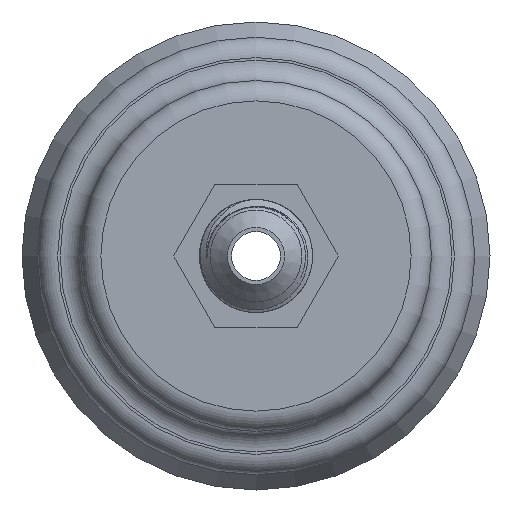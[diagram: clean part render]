
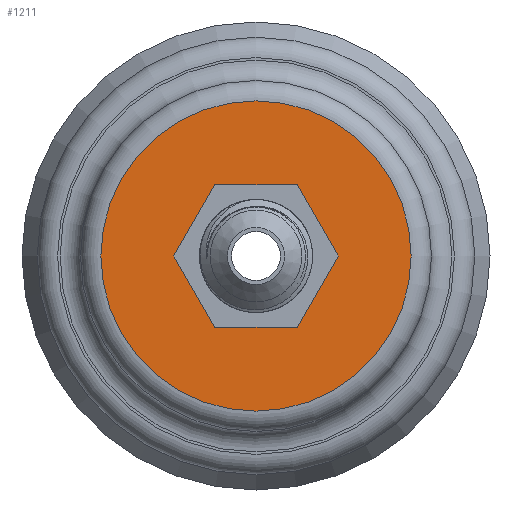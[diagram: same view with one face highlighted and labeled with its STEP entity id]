
A CAD part, left-side view. The second image highlights one B-rep face of the part: STEP entity #1211.
In plain terms, the highlighted planar face has unit normal (-1, 0, 0).
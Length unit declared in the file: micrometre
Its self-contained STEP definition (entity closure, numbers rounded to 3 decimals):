
#27=FACE_BOUND('',#178,.T.);
#35=PLANE('',#1365);
#109=FACE_OUTER_BOUND('',#177,.T.);
#177=EDGE_LOOP('',(#1007,#1008));
#178=EDGE_LOOP('',(#1009,#1010,#1011,#1012,#1013,#1014));
#260=CIRCLE('',#1337,15250.);
#261=CIRCLE('',#1338,15250.);
#365=LINE('',#3023,#435);
#366=LINE('',#3025,#436);
#367=LINE('',#3027,#437);
#368=LINE('',#3029,#438);
#369=LINE('',#3031,#439);
#370=LINE('',#3032,#440);
#435=VECTOR('',#1651,1000000.);
#436=VECTOR('',#1652,1000000.);
#437=VECTOR('',#1653,1000000.);
#438=VECTOR('',#1654,1000000.);
#439=VECTOR('',#1655,1000000.);
#440=VECTOR('',#1656,1000000.);
#535=VERTEX_POINT('',#2649);
#536=VERTEX_POINT('',#2651);
#575=VERTEX_POINT('',#3021);
#576=VERTEX_POINT('',#3022);
#577=VERTEX_POINT('',#3024);
#578=VERTEX_POINT('',#3026);
#579=VERTEX_POINT('',#3028);
#580=VERTEX_POINT('',#3030);
#690=EDGE_CURVE('',#535,#536,#260,.T.);
#691=EDGE_CURVE('',#536,#535,#261,.T.);
#743=EDGE_CURVE('',#575,#576,#365,.T.);
#744=EDGE_CURVE('',#577,#575,#366,.T.);
#745=EDGE_CURVE('',#578,#577,#367,.T.);
#746=EDGE_CURVE('',#579,#578,#368,.T.);
#747=EDGE_CURVE('',#580,#579,#369,.T.);
#748=EDGE_CURVE('',#576,#580,#370,.T.);
#1007=ORIENTED_EDGE('',*,*,#691,.F.);
#1008=ORIENTED_EDGE('',*,*,#690,.F.);
#1009=ORIENTED_EDGE('',*,*,#743,.F.);
#1010=ORIENTED_EDGE('',*,*,#744,.F.);
#1011=ORIENTED_EDGE('',*,*,#745,.F.);
#1012=ORIENTED_EDGE('',*,*,#746,.F.);
#1013=ORIENTED_EDGE('',*,*,#747,.F.);
#1014=ORIENTED_EDGE('',*,*,#748,.F.);
#1211=ADVANCED_FACE('',(#109,#27),#35,.T.);
#1337=AXIS2_PLACEMENT_3D('',#2652,#1573,#1574);
#1338=AXIS2_PLACEMENT_3D('',#2653,#1575,#1576);
#1365=AXIS2_PLACEMENT_3D('',#3020,#1649,#1650);
#1573=DIRECTION('center_axis',(1.,0.,0.));
#1574=DIRECTION('ref_axis',(0.,0.,-1.));
#1575=DIRECTION('center_axis',(1.,0.,0.));
#1576=DIRECTION('ref_axis',(0.,0.,-1.));
#1649=DIRECTION('center_axis',(-1.,0.,0.));
#1650=DIRECTION('ref_axis',(0.,0.,1.));
#1651=DIRECTION('',(0.,0.5,0.866));
#1652=DIRECTION('',(0.,-0.5,0.866));
#1653=DIRECTION('',(0.,-1.,0.));
#1654=DIRECTION('',(0.,-0.5,-0.866));
#1655=DIRECTION('',(0.,0.5,-0.866));
#1656=DIRECTION('',(0.,1.,0.));
#2649=CARTESIAN_POINT('',(-32500.,0.,15250.));
#2651=CARTESIAN_POINT('',(-32500.,0.,-15250.));
#2652=CARTESIAN_POINT('Origin',(-32500.,0.,0.));
#2653=CARTESIAN_POINT('Origin',(-32500.,0.,0.));
#3020=CARTESIAN_POINT('Origin',(-32500.,2050.,0.));
#3021=CARTESIAN_POINT('',(-32500.,-8082.904,0.));
#3022=CARTESIAN_POINT('',(-32500.,-4041.452,7000.));
#3023=CARTESIAN_POINT('',(-32500.,-8082.904,0.));
#3024=CARTESIAN_POINT('',(-32500.,-4041.452,-7000.));
#3025=CARTESIAN_POINT('',(-32500.,-4041.452,-7000.));
#3026=CARTESIAN_POINT('',(-32500.,4041.452,-7000.));
#3027=CARTESIAN_POINT('',(-32500.,4041.452,-7000.));
#3028=CARTESIAN_POINT('',(-32500.,8082.904,0.));
#3029=CARTESIAN_POINT('',(-32500.,8082.904,0.));
#3030=CARTESIAN_POINT('',(-32500.,4041.452,7000.));
#3031=CARTESIAN_POINT('',(-32500.,4041.452,7000.));
#3032=CARTESIAN_POINT('',(-32500.,-4041.452,7000.));
